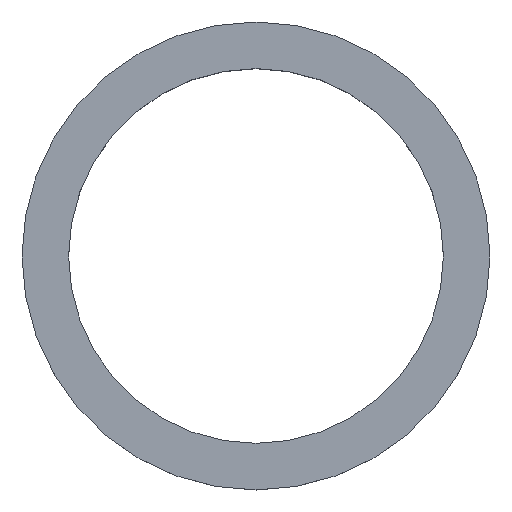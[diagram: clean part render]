
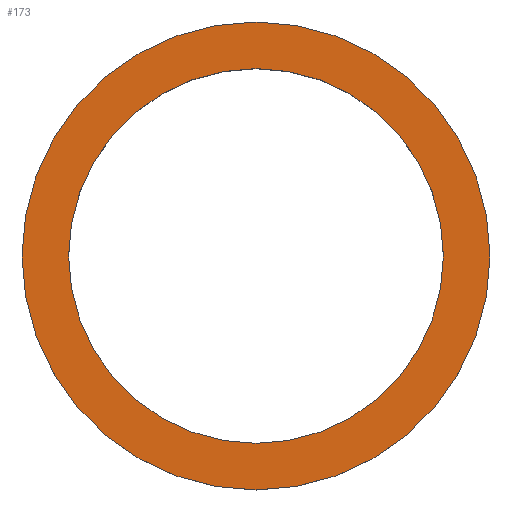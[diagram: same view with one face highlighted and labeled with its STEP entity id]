
A CAD part, top view. The second image highlights one B-rep face of the part: STEP entity #173.
In plain terms, the highlighted planar face has unit normal (0, 0, 1).
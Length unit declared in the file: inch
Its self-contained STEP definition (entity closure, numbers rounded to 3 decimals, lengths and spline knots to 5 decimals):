
#7 = EDGE_CURVE ( 'NONE', #260, #132, #282, .T. ) ;
#12 = ORIENTED_EDGE ( 'NONE', *, *, #156, .T. ) ;
#16 = DIRECTION ( 'NONE',  ( -1., 0., 0. ) ) ;
#28 = DIRECTION ( 'NONE',  ( 0., 0., -1. ) ) ;
#30 = FACE_BOUND ( 'NONE', #248, .T. ) ;
#38 = EDGE_LOOP ( 'NONE', ( #127, #86 ) ) ;
#39 = DIRECTION ( 'NONE',  ( 0., 0., -1. ) ) ;
#58 = CARTESIAN_POINT ( 'NONE',  ( 0., 0., 0.15625 ) ) ;
#83 = ORIENTED_EDGE ( 'NONE', *, *, #297, .T. ) ;
#85 = DIRECTION ( 'NONE',  ( -1., 0., 0. ) ) ;
#86 = ORIENTED_EDGE ( 'NONE', *, *, #7, .F. ) ;
#112 = DIRECTION ( 'NONE',  ( -1., 0., 0. ) ) ;
#114 = CIRCLE ( 'NONE', #219, 0.5005 ) ;
#121 = FACE_OUTER_BOUND ( 'NONE', #38, .T. ) ;
#125 = DIRECTION ( 'NONE',  ( -1., 0., 0. ) ) ;
#127 = ORIENTED_EDGE ( 'NONE', *, *, #255, .F. ) ;
#132 = VERTEX_POINT ( 'NONE', #167 ) ;
#135 = AXIS2_PLACEMENT_3D ( 'NONE', #58, #178, #85 ) ;
#137 = AXIS2_PLACEMENT_3D ( 'NONE', #242, #267, #264 ) ;
#140 = AXIS2_PLACEMENT_3D ( 'NONE', #287, #28, #125 ) ;
#156 = EDGE_CURVE ( 'NONE', #179, #292, #265, .T. ) ;
#164 = AXIS2_PLACEMENT_3D ( 'NONE', #171, #300, #112 ) ;
#167 = CARTESIAN_POINT ( 'NONE',  ( -0.625, 0., 0.15625 ) ) ;
#171 = CARTESIAN_POINT ( 'NONE',  ( 0., 0., 0.15625 ) ) ;
#173 = ADVANCED_FACE ( 'NONE', ( #30, #121 ), #192, .T. ) ;
#178 = DIRECTION ( 'NONE',  ( 0., 0., -1. ) ) ;
#179 = VERTEX_POINT ( 'NONE', #286 ) ;
#192 = PLANE ( 'NONE',  #137 ) ;
#219 = AXIS2_PLACEMENT_3D ( 'NONE', #249, #39, #16 ) ;
#224 = CARTESIAN_POINT ( 'NONE',  ( 0.625, 0., 0.15625 ) ) ;
#242 = CARTESIAN_POINT ( 'NONE',  ( 0., 0.5005, 0.15625 ) ) ;
#248 = EDGE_LOOP ( 'NONE', ( #83, #12 ) ) ;
#249 = CARTESIAN_POINT ( 'NONE',  ( 0., 0., 0.15625 ) ) ;
#255 = EDGE_CURVE ( 'NONE', #132, #260, #256, .T. ) ;
#256 = CIRCLE ( 'NONE', #135, 0.625 ) ;
#260 = VERTEX_POINT ( 'NONE', #224 ) ;
#265 = CIRCLE ( 'NONE', #140, 0.5005 ) ;
#264 = DIRECTION ( 'NONE',  ( 1., 0., 0. ) ) ;
#267 = DIRECTION ( 'NONE',  ( 0., 0., 1. ) ) ;
#277 = CARTESIAN_POINT ( 'NONE',  ( -0.5005, 0., 0.15625 ) ) ;
#282 = CIRCLE ( 'NONE', #164, 0.625 ) ;
#286 = CARTESIAN_POINT ( 'NONE',  ( 0.5005, 0., 0.15625 ) ) ;
#287 = CARTESIAN_POINT ( 'NONE',  ( 0., 0., 0.15625 ) ) ;
#292 = VERTEX_POINT ( 'NONE', #277 ) ;
#297 = EDGE_CURVE ( 'NONE', #292, #179, #114, .T. ) ;
#300 = DIRECTION ( 'NONE',  ( 0., 0., -1. ) ) ;
